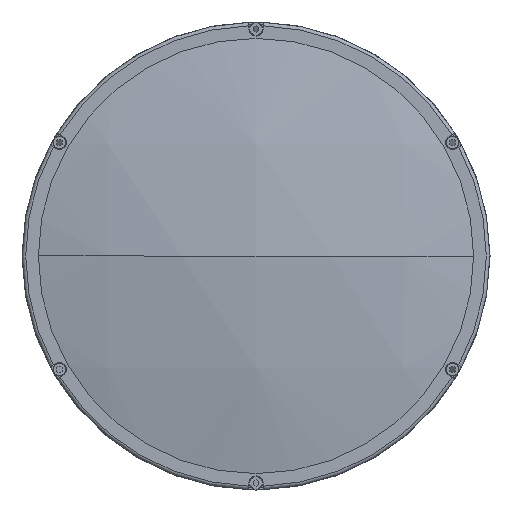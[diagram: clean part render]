
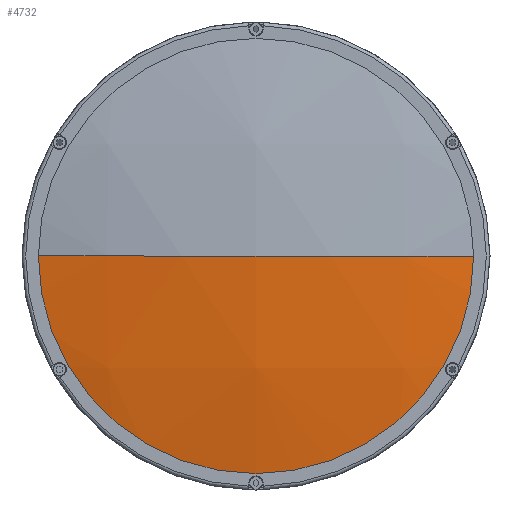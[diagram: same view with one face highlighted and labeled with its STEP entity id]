
A CAD part, left-side view. The second image highlights one B-rep face of the part: STEP entity #4732.
In plain terms, the highlighted spherical face has radius 434.72 mm.
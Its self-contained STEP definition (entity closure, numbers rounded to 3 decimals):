
#26 = ORIENTED_EDGE ( 'NONE', *, *, #948, .F. ) ;
#91 = CIRCLE ( 'NONE', #2006, 434.72 ) ;
#352 = AXIS2_PLACEMENT_3D ( 'NONE', #4147, #2625, #6445 ) ;
#948 = EDGE_CURVE ( 'NONE', #4753, #5347, #91, .T. ) ;
#1459 = CARTESIAN_POINT ( 'NONE',  ( 12.62, 0., 0. ) ) ;
#1854 = AXIS2_PLACEMENT_3D ( 'NONE', #2147, #5543, #2735 ) ;
#1859 = CIRCLE ( 'NONE', #6591, 434.72 ) ;
#1991 = CARTESIAN_POINT ( 'NONE',  ( -411.593, 95., 0. ) ) ;
#2006 = AXIS2_PLACEMENT_3D ( 'NONE', #1459, #7084, #3792 ) ;
#2041 = DIRECTION ( 'NONE',  ( 0., 1., 0. ) ) ;
#2147 = CARTESIAN_POINT ( 'NONE',  ( -411.593, 0., 0. ) ) ;
#2625 = DIRECTION ( 'NONE',  ( 0., 0., -1. ) ) ;
#2735 = DIRECTION ( 'NONE',  ( 0., 0., 1. ) ) ;
#2789 = VERTEX_POINT ( 'NONE', #5724 ) ;
#3230 = EDGE_LOOP ( 'NONE', ( #6434, #6859, #26 ) ) ;
#3285 = SPHERICAL_SURFACE ( 'NONE', #352, 434.72 ) ;
#3792 = DIRECTION ( 'NONE',  ( 0., -1., 0. ) ) ;
#4147 = CARTESIAN_POINT ( 'NONE',  ( 12.62, 0., 0. ) ) ;
#4732 = ADVANCED_FACE ( 'NONE', ( #4750 ), #3285, .T. ) ;
#4750 = FACE_OUTER_BOUND ( 'NONE', #3230, .T. ) ;
#4753 = VERTEX_POINT ( 'NONE', #1991 ) ;
#5347 = VERTEX_POINT ( 'NONE', #6152 ) ;
#5391 = DIRECTION ( 'NONE',  ( 0., 0., -1. ) ) ;
#5543 = DIRECTION ( 'NONE',  ( -1., 0., 0. ) ) ;
#5724 = CARTESIAN_POINT ( 'NONE',  ( -411.593, -95., 0. ) ) ;
#6151 = EDGE_CURVE ( 'NONE', #2789, #5347, #1859, .T. ) ;
#6152 = CARTESIAN_POINT ( 'NONE',  ( -422.1, 0., 0. ) ) ;
#6186 = CIRCLE ( 'NONE', #1854, 95. ) ;
#6434 = ORIENTED_EDGE ( 'NONE', *, *, #7132, .T. ) ;
#6444 = CARTESIAN_POINT ( 'NONE',  ( 12.62, 0., 0. ) ) ;
#6445 = DIRECTION ( 'NONE',  ( 0., 1., 0. ) ) ;
#6591 = AXIS2_PLACEMENT_3D ( 'NONE', #6444, #5391, #2041 ) ;
#6859 = ORIENTED_EDGE ( 'NONE', *, *, #6151, .T. ) ;
#7084 = DIRECTION ( 'NONE',  ( 0., 0., 1. ) ) ;
#7132 = EDGE_CURVE ( 'NONE', #4753, #2789, #6186, .T. ) ;
